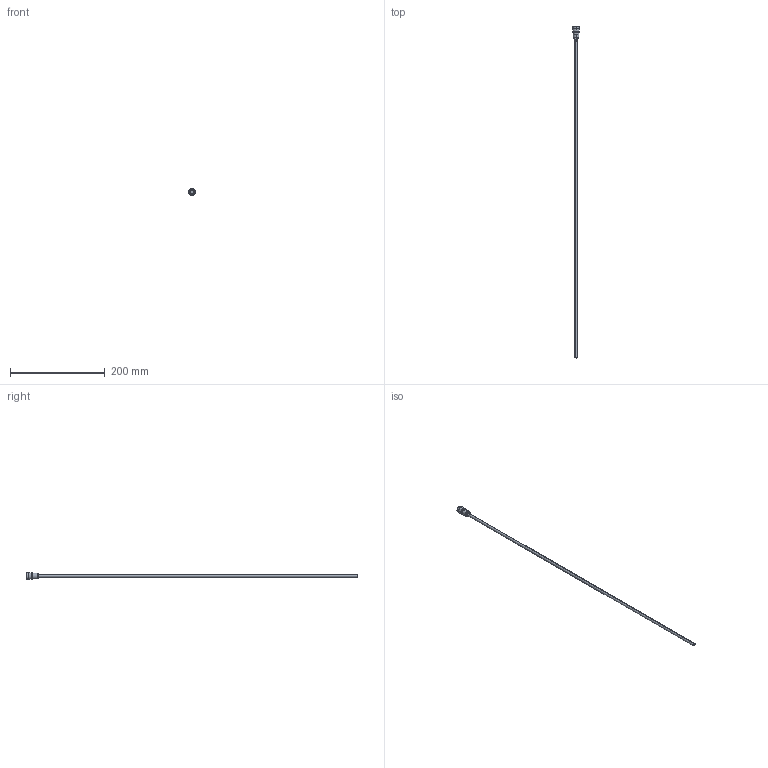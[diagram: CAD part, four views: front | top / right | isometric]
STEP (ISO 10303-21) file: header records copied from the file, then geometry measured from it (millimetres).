
FILE_DESCRIPTION (( 'STEP AP203' ), '1' );
FILE_NAME ('INGUN_SE-RG59-75TNCMG070.STEP', '2022-05-09T12:26:07', ( 'ochi' ), ( '' ), 'SwSTEP 2.0', 'SolidWorks 2018', '' );
FILE_SCHEMA (( 'CONFIG_CONTROL_DESIGN' ));
Length unit declared in the file: millimetre
Products named in the file (1): INGUN_SE-RG59-75TNCMG070
Bounding box: 14.5 x 700 x 14.5 mm (x, y, z)
Volume: 22815.7 mm3; surface area: 14605.8 mm2
Topology: 1 solids, 1 shells, 131 faces, 345 edges, 224 vertices
Faces by surface type: bspline 62, cylinder 32, plane 19, cone 18
Entity records: 4664 total; most frequent: CARTESIAN_POINT 1915, ORIENTED_EDGE 690, EDGE_CURVE 345, DIRECTION 329, VERTEX_POINT 224, B_SPLINE_CURVE_WITH_KNOTS 220, EDGE_LOOP 139, AXIS2_PLACEMENT_3D 134
